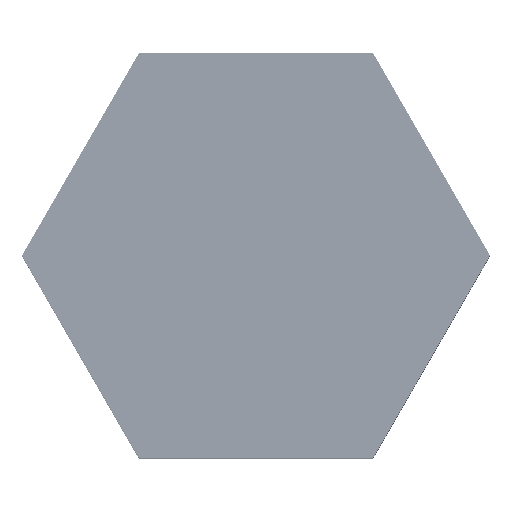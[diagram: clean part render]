
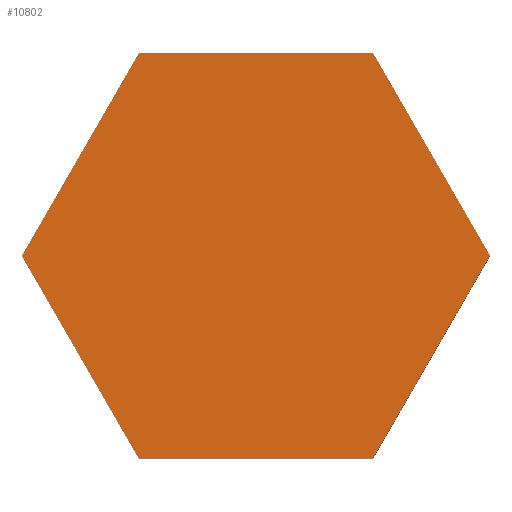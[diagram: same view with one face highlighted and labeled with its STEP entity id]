
A CAD part, top view. The second image highlights one B-rep face of the part: STEP entity #10802.
In plain terms, the highlighted planar face has unit normal (0, 0, 1).
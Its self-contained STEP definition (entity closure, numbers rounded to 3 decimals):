
#1637=FACE_OUTER_BOUND('',#2295,.T.);
#2295=EDGE_LOOP('',(#8803,#8804,#8805,#8806,#8807,#8808));
#2958=LINE('',#18011,#3831);
#2997=LINE('',#18102,#3870);
#3035=LINE('',#18191,#3908);
#3073=LINE('',#18280,#3946);
#3109=LINE('',#18365,#3982);
#3122=LINE('',#18434,#3995);
#3831=VECTOR('',#13326,10.);
#3870=VECTOR('',#13415,10.);
#3908=VECTOR('',#13503,10.);
#3946=VECTOR('',#13591,10.);
#3982=VECTOR('',#13675,10.);
#3995=VECTOR('',#13700,10.);
#4706=VERTEX_POINT('',#18008);
#4707=VERTEX_POINT('',#18010);
#4734=VERTEX_POINT('',#18101);
#4760=VERTEX_POINT('',#18190);
#4786=VERTEX_POINT('',#18279);
#4811=VERTEX_POINT('',#18364);
#5975=EDGE_CURVE('',#4707,#4706,#2958,.T.);
#6021=EDGE_CURVE('',#4734,#4707,#2997,.T.);
#6066=EDGE_CURVE('',#4760,#4734,#3035,.T.);
#6111=EDGE_CURVE('',#4786,#4760,#3073,.T.);
#6154=EDGE_CURVE('',#4811,#4786,#3109,.T.);
#6170=EDGE_CURVE('',#4706,#4811,#3122,.T.);
#8803=ORIENTED_EDGE('',*,*,#6111,.T.);
#8804=ORIENTED_EDGE('',*,*,#6066,.T.);
#8805=ORIENTED_EDGE('',*,*,#6021,.T.);
#8806=ORIENTED_EDGE('',*,*,#5975,.T.);
#8807=ORIENTED_EDGE('',*,*,#6170,.T.);
#8808=ORIENTED_EDGE('',*,*,#6154,.T.);
#10386=PLANE('',#11722);
#10802=ADVANCED_FACE('',(#1637),#10386,.T.);
#11722=AXIS2_PLACEMENT_3D('',#18612,#13901,#13902);
#13326=DIRECTION('',(-0.5,0.866,0.));
#13415=DIRECTION('',(0.5,0.866,0.));
#13503=DIRECTION('',(1.,0.,0.));
#13591=DIRECTION('',(0.5,-0.866,0.));
#13675=DIRECTION('',(-0.5,-0.866,0.));
#13700=DIRECTION('',(-1.,0.,0.));
#13901=DIRECTION('center_axis',(0.,0.,
1.));
#13902=DIRECTION('ref_axis',(1.,0.,0.));
#18008=CARTESIAN_POINT('',(25.,43.301,88.089));
#18010=CARTESIAN_POINT('',(50.,0.,88.089));
#18011=CARTESIAN_POINT('',(25.,43.301,88.089));
#18101=CARTESIAN_POINT('',(25.,-43.301,88.089));
#18102=CARTESIAN_POINT('',(50.,0.,88.089));
#18190=CARTESIAN_POINT('',(-25.,-43.301,88.089));
#18191=CARTESIAN_POINT('',(25.,-43.301,88.089));
#18279=CARTESIAN_POINT('',(-50.,0.,88.089));
#18280=CARTESIAN_POINT('',(-25.,-43.301,88.089));
#18364=CARTESIAN_POINT('',(-25.,43.301,88.089));
#18365=CARTESIAN_POINT('',(-50.,0.,88.089));
#18434=CARTESIAN_POINT('',(-25.,43.301,88.089));
#18612=CARTESIAN_POINT('Origin',(0.,0.,
88.089));
